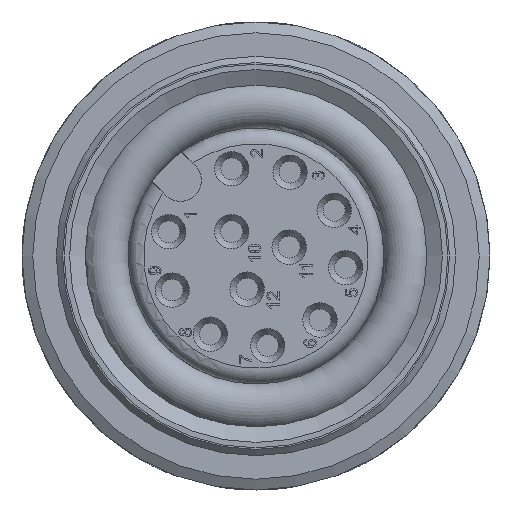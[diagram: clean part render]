
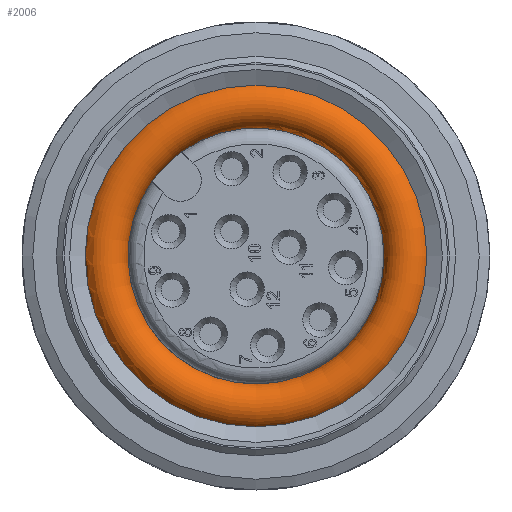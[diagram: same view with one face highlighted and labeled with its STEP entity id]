
A CAD part, left-side view. The second image highlights one B-rep face of the part: STEP entity #2006.
In plain terms, the highlighted toroidal (fillet/blend) face has major radius 4.845 mm and minor radius 0.75 mm.
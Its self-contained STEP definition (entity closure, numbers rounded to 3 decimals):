
#247=TOROIDAL_SURFACE('',#6767,4.845,0.75);
#277=FACE_BOUND('',#2891,.T.);
#278=FACE_BOUND('',#2892,.T.);
#279=FACE_BOUND('',#2893,.T.);
#720=B_SPLINE_CURVE_WITH_KNOTS('',3,(#10614,#10615,#10616,#10617,#10618,
#10619),.UNSPECIFIED.,.F.,.F.,(4,2,4),(0.,0.444,1.),
 .UNSPECIFIED.);
#722=B_SPLINE_CURVE_WITH_KNOTS('',3,(#10645,#10646,#10647,#10648,#10649,
#10650),.UNSPECIFIED.,.F.,.F.,(4,2,4),(0.,0.41,1.),
 .UNSPECIFIED.);
#2006=ADVANCED_FACE('',(#277,#278,#279),#247,.T.);
#2891=EDGE_LOOP('',(#3762,#3763,#3764,#3765));
#2892=EDGE_LOOP('',(#3766));
#2893=EDGE_LOOP('',(#3767));
#3762=ORIENTED_EDGE('',*,*,#5927,.F.);
#3763=ORIENTED_EDGE('',*,*,#5925,.T.);
#3764=ORIENTED_EDGE('',*,*,#5922,.F.);
#3765=ORIENTED_EDGE('',*,*,#5919,.T.);
#3766=ORIENTED_EDGE('',*,*,#5914,.F.);
#3767=ORIENTED_EDGE('',*,*,#5928,.T.);
#5211=VERTEX_POINT('',#10589);
#5213=VERTEX_POINT('',#10593);
#5215=VERTEX_POINT('',#10613);
#5216=VERTEX_POINT('',#10622);
#5219=VERTEX_POINT('',#10651);
#5220=VERTEX_POINT('',#10657);
#5914=EDGE_CURVE('',#5211,#5211,#6595,.T.);
#5919=EDGE_CURVE('',#5213,#5215,#720,.T.);
#5922=EDGE_CURVE('',#5213,#5216,#6597,.T.);
#5925=EDGE_CURVE('',#5219,#5216,#722,.T.);
#5927=EDGE_CURVE('',#5219,#5215,#6598,.T.);
#5928=EDGE_CURVE('',#5220,#5220,#6599,.T.);
#6595=CIRCLE('',#6757,4.723);
#6597=CIRCLE('',#6761,4.1);
#6598=CIRCLE('',#6764,4.1);
#6599=CIRCLE('',#6766,5.475);
#6757=AXIS2_PLACEMENT_3D('',#10588,#7183,#7184);
#6761=AXIS2_PLACEMENT_3D('',#10625,#7195,#7196);
#6764=AXIS2_PLACEMENT_3D('',#10654,#7203,#7204);
#6766=AXIS2_PLACEMENT_3D('',#10656,#7207,#7208);
#6767=AXIS2_PLACEMENT_3D('',#10658,#7209,#7210);
#7183=DIRECTION('',(-1.,0.,0.));
#7184=DIRECTION('',(0.,0.,-1.));
#7195=DIRECTION('',(-1.,0.,0.));
#7196=DIRECTION('',(0.,0.,-1.));
#7203=DIRECTION('',(1.,0.,0.));
#7204=DIRECTION('',(0.,0.,1.));
#7207=DIRECTION('',(-1.,0.,0.));
#7208=DIRECTION('',(0.,0.,-1.));
#7209=DIRECTION('',(1.,0.,0.));
#7210=DIRECTION('',(0.,0.,1.));
#10588=CARTESIAN_POINT('',(38.951,0.,0.));
#10589=CARTESIAN_POINT('',(38.951,0.,-4.723));
#10593=CARTESIAN_POINT('',(38.125,3.337,2.382));
#10613=CARTESIAN_POINT('',(38.297,3.337,2.382));
#10614=CARTESIAN_POINT('',(38.125,3.337,2.382));
#10615=CARTESIAN_POINT('',(38.15,3.335,2.38));
#10616=CARTESIAN_POINT('',(38.176,3.334,2.379));
#10617=CARTESIAN_POINT('',(38.233,3.333,2.378));
#10618=CARTESIAN_POINT('',(38.266,3.334,2.38));
#10619=CARTESIAN_POINT('',(38.297,3.337,2.382));
#10622=CARTESIAN_POINT('',(38.125,2.382,3.337));
#10625=CARTESIAN_POINT('',(38.125,0.,0.));
#10645=CARTESIAN_POINT('',(38.297,2.382,3.337));
#10646=CARTESIAN_POINT('',(38.274,2.38,3.335));
#10647=CARTESIAN_POINT('',(38.25,2.379,3.334));
#10648=CARTESIAN_POINT('',(38.192,2.378,3.333));
#10649=CARTESIAN_POINT('',(38.158,2.379,3.334));
#10650=CARTESIAN_POINT('',(38.125,2.382,3.337));
#10651=CARTESIAN_POINT('',(38.297,2.382,3.337));
#10654=CARTESIAN_POINT('',(38.297,0.,0.));
#10656=CARTESIAN_POINT('',(37.804,0.,0.));
#10657=CARTESIAN_POINT('',(37.804,0.,-5.475));
#10658=CARTESIAN_POINT('',(38.211,0.,0.));
